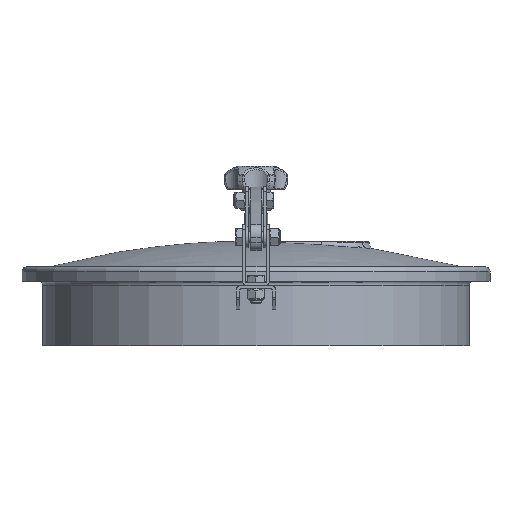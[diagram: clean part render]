
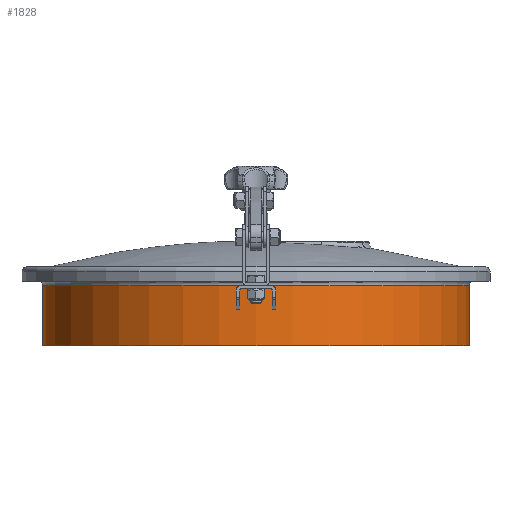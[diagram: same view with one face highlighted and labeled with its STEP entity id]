
A CAD part, left-side view. The second image highlights one B-rep face of the part: STEP entity #1828.
In plain terms, the highlighted cylindrical face has radius 202 mm (diameter 404 mm), a full revolution.
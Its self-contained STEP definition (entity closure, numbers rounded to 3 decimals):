
#1828 = ADVANCED_FACE( '', ( #4021, #4022 ), #4023, .T. );
#4021 = FACE_OUTER_BOUND( '', #8773, .T. );
#4022 = FACE_OUTER_BOUND( '', #8774, .T. );
#4023 = CYLINDRICAL_SURFACE( '', #8775, 202. );
#8773 = EDGE_LOOP( '', ( #18640 ) );
#8774 = EDGE_LOOP( '', ( #18641 ) );
#8775 = AXIS2_PLACEMENT_3D( '', #18642, #18643, #18644 );
#18640 = ORIENTED_EDGE( '', *, *, #25658, .T. );
#18641 = ORIENTED_EDGE( '', *, *, #25659, .F. );
#18642 = CARTESIAN_POINT( '', ( 0., 0., 0. ) );
#18643 = DIRECTION( '', ( 0., 0., -1. ) );
#18644 = DIRECTION( '', ( 1., 0., 0. ) );
#25658 = EDGE_CURVE( '', #29517, #29517, #29518, .T. );
#25659 = EDGE_CURVE( '', #29519, #29519, #29520, .T. );
#29517 = VERTEX_POINT( '', #37161 );
#29518 = CIRCLE( '', #37162, 202. );
#29519 = VERTEX_POINT( '', #37163 );
#29520 = CIRCLE( '', #37164, 202. );
#37161 = CARTESIAN_POINT( '', ( 202., 0., 0. ) );
#37162 = AXIS2_PLACEMENT_3D( '', #43873, #43874, #43875 );
#37163 = CARTESIAN_POINT( '', ( 202., 0., 57. ) );
#37164 = AXIS2_PLACEMENT_3D( '', #43876, #43877, #43878 );
#43873 = CARTESIAN_POINT( '', ( 0., 0., 0. ) );
#43874 = DIRECTION( '', ( 0., 0., 1. ) );
#43875 = DIRECTION( '', ( 1., 0., 0. ) );
#43876 = CARTESIAN_POINT( '', ( 0., 0., 57. ) );
#43877 = DIRECTION( '', ( 0., 0., 1. ) );
#43878 = DIRECTION( '', ( 1., 0., 0. ) );
